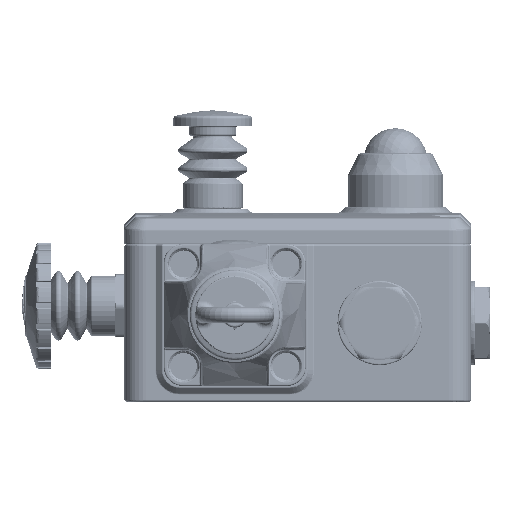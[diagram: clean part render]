
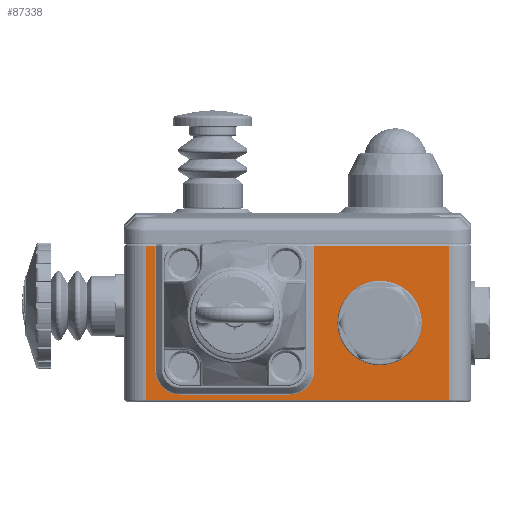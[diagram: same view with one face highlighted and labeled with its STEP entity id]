
A CAD part, left-side view. The second image highlights one B-rep face of the part: STEP entity #87338.
In plain terms, the highlighted planar face has unit normal (-1, 0, 0).
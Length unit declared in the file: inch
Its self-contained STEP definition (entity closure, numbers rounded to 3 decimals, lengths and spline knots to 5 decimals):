
#134 = VECTOR ( 'NONE', #107660, 39.37008 ) ;
#1064 = DIRECTION ( 'NONE',  ( 0., 1., 0. ) ) ;
#1208 = EDGE_CURVE ( 'NONE', #4467, #190198, #33923, .T. ) ;
#3717 = VECTOR ( 'NONE', #131053, 39.37008 ) ;
#4467 = VERTEX_POINT ( 'NONE', #85860 ) ;
#5863 = VERTEX_POINT ( 'NONE', #181112 ) ;
#9249 = AXIS2_PLACEMENT_3D ( 'NONE', #109794, #138714, #168581 ) ;
#12277 = CARTESIAN_POINT ( 'NONE',  ( 0., 3.72115, 0.09817 ) ) ;
#13387 = LINE ( 'NONE', #72252, #3717 ) ;
#13917 = CARTESIAN_POINT ( 'NONE',  ( 0., 1.96035, 0.3937 ) ) ;
#13940 = CARTESIAN_POINT ( 'NONE',  ( 0., 0.27559, 0.02756 ) ) ;
#17802 = EDGE_LOOP ( 'NONE', ( #182184, #52006 ) ) ;
#18255 = VECTOR ( 'NONE', #64747, 39.37008 ) ;
#20186 = ORIENTED_EDGE ( 'NONE', *, *, #120547, .F. ) ;
#20930 = DIRECTION ( 'NONE',  ( 0., 0., -1. ) ) ;
#25262 = FACE_BOUND ( 'NONE', #17802, .T. ) ;
#28883 = CARTESIAN_POINT ( 'NONE',  ( 0., 3.94516, 0. ) ) ;
#29014 = B_SPLINE_CURVE_WITH_KNOTS ( 'NONE', 3,
 ( #55499, #68054, #126883, #112423, #171203, #39111, #142307, #97931, #83490, #13917 ),
 .UNSPECIFIED., .F., .F.,
 ( 4, 2, 2, 2, 4 ),
 ( 0., 0.25, 0.5, 0.75, 1. ),
 .UNSPECIFIED. ) ;
#30586 = CARTESIAN_POINT ( 'NONE',  ( 0., 3.79455, 0.12857 ) ) ;
#30791 = VECTOR ( 'NONE', #55960, 39.37008 ) ;
#31529 = LINE ( 'NONE', #149187, #58864 ) ;
#32492 = ORIENTED_EDGE ( 'NONE', *, *, #152252, .F. ) ;
#32723 = ORIENTED_EDGE ( 'NONE', *, *, #38438, .F. ) ;
#32848 = DIRECTION ( 'NONE',  ( 0., -1., 0. ) ) ;
#33923 = CIRCLE ( 'NONE', #9249, 0.43307 ) ;
#34645 = EDGE_CURVE ( 'NONE', #43946, #77904, #182776, .T. ) ;
#34879 = CARTESIAN_POINT ( 'NONE',  ( 0., 4.33071, 0.02756 ) ) ;
#36759 = EDGE_CURVE ( 'NONE', #5863, #143795, #13387, .T. ) ;
#37465 = CARTESIAN_POINT ( 'NONE',  ( 0., 3.93726, 0.31428 ) ) ;
#38121 = CARTESIAN_POINT ( 'NONE',  ( 0., 2.26378, 0.09027 ) ) ;
#38207 = ORIENTED_EDGE ( 'NONE', *, *, #184611, .F. ) ;
#38438 = EDGE_CURVE ( 'NONE', #77904, #5863, #29014, .T. ) ;
#39111 = CARTESIAN_POINT ( 'NONE',  ( 0., 2.02114, 0.20723 ) ) ;
#41779 = VECTOR ( 'NONE', #20930, 39.37008 ) ;
#43946 = VERTEX_POINT ( 'NONE', #174887 ) ;
#44641 = ORIENTED_EDGE ( 'NONE', *, *, #36759, .F. ) ;
#46363 = CARTESIAN_POINT ( 'NONE',  ( 0., 0.27559, 1.94094 ) ) ;
#47856 = LINE ( 'NONE', #151993, #63911 ) ;
#48806 = CARTESIAN_POINT ( 'NONE',  ( 0., 0., 0.09027 ) ) ;
#49755 = VERTEX_POINT ( 'NONE', #13940 ) ;
#51939 = CARTESIAN_POINT ( 'NONE',  ( 0., 3.94516, 0.3937 ) ) ;
#52006 = ORIENTED_EDGE ( 'NONE', *, *, #1208, .F. ) ;
#53452 = ORIENTED_EDGE ( 'NONE', *, *, #133411, .F. ) ;
#53710 = CARTESIAN_POINT ( 'NONE',  ( 0., 0.27559, 0. ) ) ;
#55499 = CARTESIAN_POINT ( 'NONE',  ( 0., 2.26378, 0.09027 ) ) ;
#55960 = DIRECTION ( 'NONE',  ( 0., 0., -1. ) ) ;
#58864 = VECTOR ( 'NONE', #179029, 39.37008 ) ;
#63911 = VECTOR ( 'NONE', #152919, 39.37008 ) ;
#64747 = DIRECTION ( 'NONE',  ( 0., 1., 0. ) ) ;
#67076 = CARTESIAN_POINT ( 'NONE',  ( 0., 1.14173, 0.55118 ) ) ;
#68054 = CARTESIAN_POINT ( 'NONE',  ( 0., 2.22406, 0.09027 ) ) ;
#69636 = CARTESIAN_POINT ( 'NONE',  ( 0., 0., 0. ) ) ;
#72252 = CARTESIAN_POINT ( 'NONE',  ( 0., 1.96035, 0. ) ) ;
#74243 = VERTEX_POINT ( 'NONE', #108553 ) ;
#74861 = ORIENTED_EDGE ( 'NONE', *, *, #131333, .F. ) ;
#75417 = CARTESIAN_POINT ( 'NONE',  ( 0., 4.05512, 1.94094 ) ) ;
#75495 = B_SPLINE_CURVE_WITH_KNOTS ( 'NONE', 3,
 ( #51939, #169572, #37465, #96296, #175249, #177141, #30586, #12277, #101047, #189672 ),
 .UNSPECIFIED., .F., .F.,
 ( 4, 2, 2, 2, 4 ),
 ( 0., 0.25, 0.5, 0.75, 1. ),
 .UNSPECIFIED. ) ;
#76371 = LINE ( 'NONE', #34879, #18255 ) ;
#77904 = VERTEX_POINT ( 'NONE', #38121 ) ;
#83490 = CARTESIAN_POINT ( 'NONE',  ( 0., 1.96035, 0.35398 ) ) ;
#85860 = CARTESIAN_POINT ( 'NONE',  ( 0., 1.14173, 1.41732 ) ) ;
#87338 = ADVANCED_FACE ( 'NONE', ( #142001, #25262 ), #142956, .F. ) ;
#89018 = CIRCLE ( 'NONE', #126046, 0.43307 ) ;
#89185 = VERTEX_POINT ( 'NONE', #75417 ) ;
#96296 = CARTESIAN_POINT ( 'NONE',  ( 0., 3.90686, 0.24089 ) ) ;
#97931 = CARTESIAN_POINT ( 'NONE',  ( 0., 1.96825, 0.31428 ) ) ;
#99941 = VERTEX_POINT ( 'NONE', #100845 ) ;
#100845 = CARTESIAN_POINT ( 'NONE',  ( 0., 3.94516, 0.3937 ) ) ;
#101047 = CARTESIAN_POINT ( 'NONE',  ( 0., 3.68145, 0.09027 ) ) ;
#101257 = LINE ( 'NONE', #28883, #30791 ) ;
#104309 = DIRECTION ( 'NONE',  ( 0., -1., 0. ) ) ;
#106041 = EDGE_LOOP ( 'NONE', ( #74861, #146055, #53452, #44641, #32723, #158802, #20186, #155913, #32492, #38207 ) ) ;
#107660 = DIRECTION ( 'NONE',  ( 0., -1., 0. ) ) ;
#108553 = CARTESIAN_POINT ( 'NONE',  ( 0., 4.05512, 0.02756 ) ) ;
#109794 = CARTESIAN_POINT ( 'NONE',  ( 0., 1.14173, 0.98425 ) ) ;
#112423 = CARTESIAN_POINT ( 'NONE',  ( 0., 2.11097, 0.12857 ) ) ;
#117126 = CARTESIAN_POINT ( 'NONE',  ( 0., 1.96035, 1.94094 ) ) ;
#118974 = CARTESIAN_POINT ( 'NONE',  ( 0., 3.94516, 1.94094 ) ) ;
#120547 = EDGE_CURVE ( 'NONE', #99941, #43946, #75495, .T. ) ;
#120631 = LINE ( 'NONE', #179411, #150363 ) ;
#126046 = AXIS2_PLACEMENT_3D ( 'NONE', #177538, #149592, #104309 ) ;
#126883 = CARTESIAN_POINT ( 'NONE',  ( 0., 2.18436, 0.09817 ) ) ;
#130705 = EDGE_CURVE ( 'NONE', #175103, #99941, #101257, .T. ) ;
#131053 = DIRECTION ( 'NONE',  ( 0., 0., 1. ) ) ;
#131333 = EDGE_CURVE ( 'NONE', #49755, #74243, #76371, .T. ) ;
#131555 = EDGE_CURVE ( 'NONE', #190198, #4467, #89018, .T. ) ;
#133411 = EDGE_CURVE ( 'NONE', #143795, #169394, #31529, .T. ) ;
#138714 = DIRECTION ( 'NONE',  ( -1., 0., 0. ) ) ;
#142001 = FACE_OUTER_BOUND ( 'NONE', #106041, .T. ) ;
#142307 = CARTESIAN_POINT ( 'NONE',  ( 0., 1.99865, 0.24089 ) ) ;
#142956 = PLANE ( 'NONE',  #156000 ) ;
#143795 = VERTEX_POINT ( 'NONE', #117126 ) ;
#146055 = ORIENTED_EDGE ( 'NONE', *, *, #151192, .F. ) ;
#149187 = CARTESIAN_POINT ( 'NONE',  ( 0., 0., 1.94094 ) ) ;
#149592 = DIRECTION ( 'NONE',  ( -1., 0., 0. ) ) ;
#150363 = VECTOR ( 'NONE', #32848, 39.37008 ) ;
#151192 = EDGE_CURVE ( 'NONE', #169394, #49755, #153074, .T. ) ;
#151993 = CARTESIAN_POINT ( 'NONE',  ( 0., 4.05512, 0. ) ) ;
#152252 = EDGE_CURVE ( 'NONE', #89185, #175103, #120631, .T. ) ;
#152919 = DIRECTION ( 'NONE',  ( 0., 0., 1. ) ) ;
#153074 = LINE ( 'NONE', #53710, #41779 ) ;
#155913 = ORIENTED_EDGE ( 'NONE', *, *, #130705, .F. ) ;
#156000 = AXIS2_PLACEMENT_3D ( 'NONE', #69636, #187232, #1064 ) ;
#158802 = ORIENTED_EDGE ( 'NONE', *, *, #34645, .F. ) ;
#168581 = DIRECTION ( 'NONE',  ( 0., -1., 0. ) ) ;
#169394 = VERTEX_POINT ( 'NONE', #46363 ) ;
#169572 = CARTESIAN_POINT ( 'NONE',  ( 0., 3.94516, 0.35398 ) ) ;
#171203 = CARTESIAN_POINT ( 'NONE',  ( 0., 2.07731, 0.15106 ) ) ;
#174887 = CARTESIAN_POINT ( 'NONE',  ( 0., 3.64173, 0.09027 ) ) ;
#175103 = VERTEX_POINT ( 'NONE', #118974 ) ;
#175249 = CARTESIAN_POINT ( 'NONE',  ( 0., 3.88437, 0.20723 ) ) ;
#177141 = CARTESIAN_POINT ( 'NONE',  ( 0., 3.8282, 0.15106 ) ) ;
#177538 = CARTESIAN_POINT ( 'NONE',  ( 0., 1.14173, 0.98425 ) ) ;
#179029 = DIRECTION ( 'NONE',  ( 0., -1., 0. ) ) ;
#179411 = CARTESIAN_POINT ( 'NONE',  ( 0., 0., 1.94094 ) ) ;
#181112 = CARTESIAN_POINT ( 'NONE',  ( 0., 1.96035, 0.3937 ) ) ;
#182184 = ORIENTED_EDGE ( 'NONE', *, *, #131555, .F. ) ;
#182776 = LINE ( 'NONE', #48806, #134 ) ;
#184611 = EDGE_CURVE ( 'NONE', #74243, #89185, #47856, .T. ) ;
#187232 = DIRECTION ( 'NONE',  ( 1., 0., 0. ) ) ;
#189672 = CARTESIAN_POINT ( 'NONE',  ( 0., 3.64173, 0.09027 ) ) ;
#190198 = VERTEX_POINT ( 'NONE', #67076 ) ;
